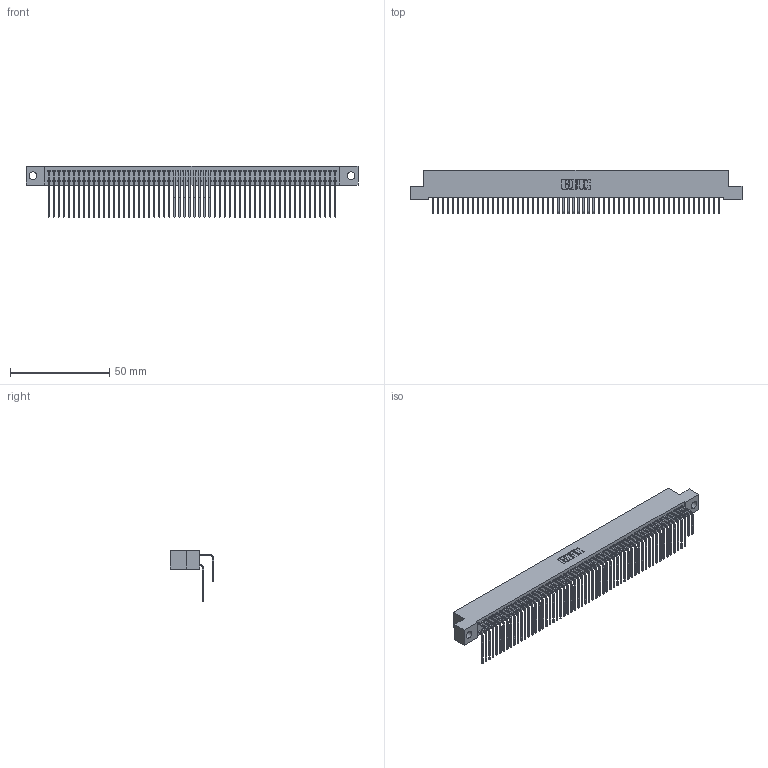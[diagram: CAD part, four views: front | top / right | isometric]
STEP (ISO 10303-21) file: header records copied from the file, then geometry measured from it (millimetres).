
FILE_DESCRIPTION (( 'STEP AP203' ), '1' );
FILE_NAME ('392-116-558-204.STEP', '2018-08-19T00:27:18', ( '' ), ( '' ), 'SwSTEP 2.0', 'SolidWorks 2016', '' );
FILE_SCHEMA (( 'CONFIG_CONTROL_DESIGN' ));
Length unit declared in the file: inch
Products named in the file (4): 342 Part_.156 TH; 345-292-001_558 559 Tail - 1; 345-292-001_558 Tail - 2; 392-116-558-204
Assembly tree (117 placements, depth 2):
  392-116-558-204
    342 Part_.156 TH
    345-292-001_558 559 Tail - 1  x58
    345-292-001_558 Tail - 2  x58
Bounding box: 167.64 x 21.91 x 25.78 mm (x, y, z)
Volume: 15720.3 mm3; surface area: 28834.3 mm2
Topology: 117 solids, 117 shells, 6374 faces, 18975 edges, 12494 vertices
Faces by surface type: plane 4474, cylinder 1900
Entity records: 36899 total; most frequent: CARTESIAN_POINT 6145, ORIENTED_EDGE 6030, DIRECTION 5203, EDGE_CURVE 3015, VECTOR 2847, LINE 2847, VERTEX_POINT 2006, AXIS2_PLACEMENT_3D 1178
